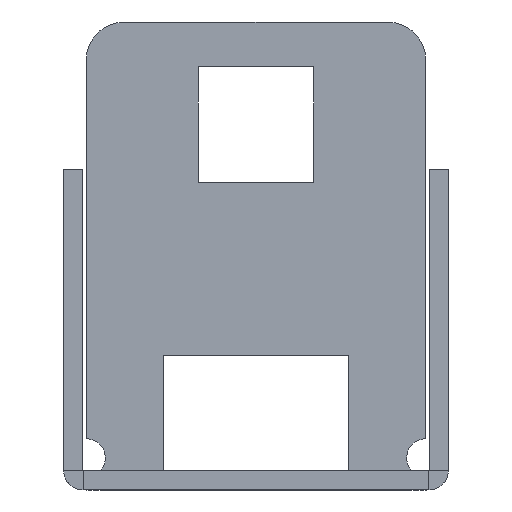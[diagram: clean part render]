
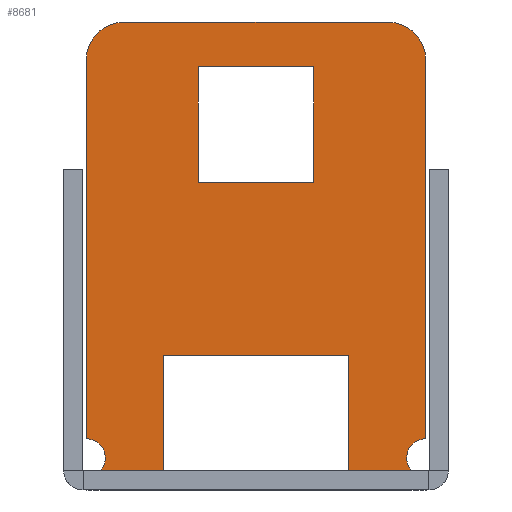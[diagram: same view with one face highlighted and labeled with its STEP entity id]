
A CAD part, left-side view. The second image highlights one B-rep face of the part: STEP entity #8681.
In plain terms, the highlighted planar face has unit normal (-1, 0, 0).
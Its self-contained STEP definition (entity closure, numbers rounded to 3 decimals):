
#201 = AXIS2_PLACEMENT_3D ( 'NONE', #10999, #11000, #11001 ) ;
#203 = AXIS2_PLACEMENT_3D ( 'NONE', #10988, #10992, #10993 ) ;
#204 = AXIS2_PLACEMENT_3D ( 'NONE', #11011, #11013, #11014 ) ;
#205 = AXIS2_PLACEMENT_3D ( 'NONE', #11008, #11019, #11020 ) ;
#221 = AXIS2_PLACEMENT_3D ( 'NONE', #11838, #11843, #11844 ) ;
#724 = LINE ( 'NONE', #10953, #801 ) ;
#745 = LINE ( 'NONE', #10965, #865 ) ;
#767 = VECTOR ( 'NONE', #10989, 1000. ) ;
#779 = LINE ( 'NONE', #11006, #958 ) ;
#788 = VECTOR ( 'NONE', #11005, 1000. ) ;
#801 = VECTOR ( 'NONE', #10954, 1000. ) ;
#819 = VECTOR ( 'NONE', #11016, 1000. ) ;
#820 = LINE ( 'NONE', #10958, #1019 ) ;
#831 = CIRCLE ( 'NONE', #201, 3. ) ;
#840 = LINE ( 'NONE', #11002, #912 ) ;
#851 = CIRCLE ( 'NONE', #205, 1.5 ) ;
#852 = VECTOR ( 'NONE', #10984, 1000. ) ;
#865 = VECTOR ( 'NONE', #10966, 1000. ) ;
#912 = VECTOR ( 'NONE', #11003, 1000. ) ;
#923 = LINE ( 'NONE', #10985, #767 ) ;
#933 = VECTOR ( 'NONE', #11018, 1000. ) ;
#934 = VECTOR ( 'NONE', #10980, 1000. ) ;
#958 = VECTOR ( 'NONE', #11007, 1000. ) ;
#967 = LINE ( 'NONE', #11017, #933 ) ;
#976 = CIRCLE ( 'NONE', #204, 1.5 ) ;
#997 = LINE ( 'NONE', #11004, #788 ) ;
#999 = LINE ( 'NONE', #10941, #1009 ) ;
#1008 = LINE ( 'NONE', #10979, #852 ) ;
#1009 = VECTOR ( 'NONE', #10942, 1000. ) ;
#1019 = VECTOR ( 'NONE', #10976, 1000. ) ;
#1037 = LINE ( 'NONE', #11015, #819 ) ;
#1038 = LINE ( 'NONE', #10977, #934 ) ;
#1069 = CIRCLE ( 'NONE', #203, 3. ) ;
#1698 = EDGE_LOOP ( 'NONE', ( #13870, #13882, #13979, #13967, #13846, #13858, #13943, #13955, #13918, #13930, #14017, #14029 ) ) ;
#1705 = EDGE_LOOP ( 'NONE', ( #14090, #13894, #14004, #13992 ) ) ;
#4943 = VERTEX_POINT ( 'NONE', #9378 ) ;
#5036 = VERTEX_POINT ( 'NONE', #9257 ) ;
#5040 = VERTEX_POINT ( 'NONE', #9252 ) ;
#5059 = VERTEX_POINT ( 'NONE', #9228 ) ;
#5072 = VERTEX_POINT ( 'NONE', #9211 ) ;
#5075 = VERTEX_POINT ( 'NONE', #9208 ) ;
#5077 = VERTEX_POINT ( 'NONE', #9206 ) ;
#5080 = VERTEX_POINT ( 'NONE', #9203 ) ;
#5081 = VERTEX_POINT ( 'NONE', #9202 ) ;
#5085 = VERTEX_POINT ( 'NONE', #9198 ) ;
#5086 = VERTEX_POINT ( 'NONE', #9197 ) ;
#5089 = VERTEX_POINT ( 'NONE', #9194 ) ;
#5090 = VERTEX_POINT ( 'NONE', #9193 ) ;
#5091 = VERTEX_POINT ( 'NONE', #9192 ) ;
#5092 = VERTEX_POINT ( 'NONE', #9191 ) ;
#5093 = VERTEX_POINT ( 'NONE', #9190 ) ;
#6288 = FACE_OUTER_BOUND ( 'NONE', #1698, .T. ) ;
#6482 = FACE_BOUND ( 'NONE', #1705, .T. ) ;
#7419 = EDGE_CURVE ( 'NONE', #4943, #5059, #999, .T. ) ;
#7430 = EDGE_CURVE ( 'NONE', #5077, #5075, #724, .T. ) ;
#7440 = EDGE_CURVE ( 'NONE', #5036, #5040, #745, .T. ) ;
#7449 = EDGE_CURVE ( 'NONE', #5086, #5090, #820, .T. ) ;
#7456 = EDGE_CURVE ( 'NONE', #5085, #5072, #1038, .T. ) ;
#7461 = EDGE_CURVE ( 'NONE', #5081, #5089, #1008, .T. ) ;
#7466 = EDGE_CURVE ( 'NONE', #5093, #5092, #923, .T. ) ;
#7473 = EDGE_CURVE ( 'NONE', #5093, #5072, #1069, .T. ) ;
#7483 = EDGE_CURVE ( 'NONE', #5086, #5092, #831, .T. ) ;
#7485 = EDGE_CURVE ( 'NONE', #5091, #5081, #840, .T. ) ;
#7486 = EDGE_CURVE ( 'NONE', #5080, #5091, #997, .T. ) ;
#7488 = EDGE_CURVE ( 'NONE', #5089, #5080, #779, .T. ) ;
#7493 = EDGE_CURVE ( 'NONE', #5059, #5085, #976, .T. ) ;
#7495 = EDGE_CURVE ( 'NONE', #5075, #4943, #1037, .T. ) ;
#7497 = EDGE_CURVE ( 'NONE', #5040, #5077, #967, .T. ) ;
#7499 = EDGE_CURVE ( 'NONE', #5090, #5036, #851, .T. ) ;
#8681 = ADVANCED_FACE ( 'NONE', ( #6482, #6288 ), #11837, .T. ) ;
#9190 = CARTESIAN_POINT ( 'NONE',  ( 371.25, 10.25, 36.5 ) ) ;
#9191 = CARTESIAN_POINT ( 'NONE',  ( 371.25, -10.25, 36.5 ) ) ;
#9192 = CARTESIAN_POINT ( 'NONE',  ( 371.25, -4.5, 33. ) ) ;
#9193 = CARTESIAN_POINT ( 'NONE',  ( 371.25, -13.25, 4.004 ) ) ;
#9194 = CARTESIAN_POINT ( 'NONE',  ( 371.25, 4.5, 24. ) ) ;
#9197 = CARTESIAN_POINT ( 'NONE',  ( 371.25, -13.25, 33.5 ) ) ;
#9198 = CARTESIAN_POINT ( 'NONE',  ( 371.25, 13.25, 4.004 ) ) ;
#9202 = CARTESIAN_POINT ( 'NONE',  ( 371.25, -4.5, 24. ) ) ;
#9203 = CARTESIAN_POINT ( 'NONE',  ( 371.25, 4.5, 33. ) ) ;
#9206 = CARTESIAN_POINT ( 'NONE',  ( 371.25, -7.25, 10.5 ) ) ;
#9208 = CARTESIAN_POINT ( 'NONE',  ( 371.25, 7.25, 10.5 ) ) ;
#9211 = CARTESIAN_POINT ( 'NONE',  ( 371.25, 13.25, 33.5 ) ) ;
#9228 = CARTESIAN_POINT ( 'NONE',  ( 371.25, 12.127, 1.51 ) ) ;
#9252 = CARTESIAN_POINT ( 'NONE',  ( 371.25, -7.25, 1.51 ) ) ;
#9257 = CARTESIAN_POINT ( 'NONE',  ( 371.25, -12.127, 1.51 ) ) ;
#9378 = CARTESIAN_POINT ( 'NONE',  ( 371.25, 7.25, 1.51 ) ) ;
#10941 = CARTESIAN_POINT ( 'NONE',  ( 371.25, -13.25, 1.51 ) ) ;
#10942 = DIRECTION ( 'NONE',  ( 0., 1., 0. ) ) ;
#10953 = CARTESIAN_POINT ( 'NONE',  ( 371.25, 7.25, 10.5 ) ) ;
#10954 = DIRECTION ( 'NONE',  ( 0., 1., 0. ) ) ;
#10958 = CARTESIAN_POINT ( 'NONE',  ( 371.25, -13.25, 1.5 ) ) ;
#10965 = CARTESIAN_POINT ( 'NONE',  ( 371.25, -13.25, 1.51 ) ) ;
#10966 = DIRECTION ( 'NONE',  ( 0., 1., 0. ) ) ;
#10976 = DIRECTION ( 'NONE',  ( 0., 0., -1. ) ) ;
#10977 = CARTESIAN_POINT ( 'NONE',  ( 371.25, 13.25, 36.5 ) ) ;
#10979 = CARTESIAN_POINT ( 'NONE',  ( 371.25, 4.5, 24. ) ) ;
#10980 = DIRECTION ( 'NONE',  ( 0., 0., 1. ) ) ;
#10984 = DIRECTION ( 'NONE',  ( 0., 1., 0. ) ) ;
#10985 = CARTESIAN_POINT ( 'NONE',  ( 371.25, -13.25, 36.5 ) ) ;
#10988 = CARTESIAN_POINT ( 'NONE',  ( 371.25, 10.25, 33.5 ) ) ;
#10989 = DIRECTION ( 'NONE',  ( 0., -1., 0. ) ) ;
#10992 = DIRECTION ( 'NONE',  ( -1., 0., 0. ) ) ;
#10993 = DIRECTION ( 'NONE',  ( 0., 0., 1. ) ) ;
#10999 = CARTESIAN_POINT ( 'NONE',  ( 371.25, -10.25, 33.5 ) ) ;
#11000 = DIRECTION ( 'NONE',  ( -1., 0., 0. ) ) ;
#11001 = DIRECTION ( 'NONE',  ( 0., 0., 1. ) ) ;
#11002 = CARTESIAN_POINT ( 'NONE',  ( 371.25, -4.5, 33. ) ) ;
#11003 = DIRECTION ( 'NONE',  ( 0., 0., -1. ) ) ;
#11004 = CARTESIAN_POINT ( 'NONE',  ( 371.25, 4.5, 33. ) ) ;
#11005 = DIRECTION ( 'NONE',  ( 0., -1., 0. ) ) ;
#11006 = CARTESIAN_POINT ( 'NONE',  ( 371.25, 4.5, 33. ) ) ;
#11007 = DIRECTION ( 'NONE',  ( 0., 0., 1. ) ) ;
#11008 = CARTESIAN_POINT ( 'NONE',  ( 371.25, -13.25, 2.504 ) ) ;
#11011 = CARTESIAN_POINT ( 'NONE',  ( 371.25, 13.25, 2.504 ) ) ;
#11013 = DIRECTION ( 'NONE',  ( -1., 0., 0. ) ) ;
#11014 = DIRECTION ( 'NONE',  ( 0., 0., 1. ) ) ;
#11015 = CARTESIAN_POINT ( 'NONE',  ( 371.25, 7.25, -15.5 ) ) ;
#11016 = DIRECTION ( 'NONE',  ( 0., 0., -1. ) ) ;
#11017 = CARTESIAN_POINT ( 'NONE',  ( 371.25, -7.25, -15.5 ) ) ;
#11018 = DIRECTION ( 'NONE',  ( 0., 0., 1. ) ) ;
#11019 = DIRECTION ( 'NONE',  ( -1., 0., 0. ) ) ;
#11020 = DIRECTION ( 'NONE',  ( 0., 0., -1. ) ) ;
#11837 = PLANE ( 'NONE',  #221 ) ;
#11838 = CARTESIAN_POINT ( 'NONE',  ( 371.25, 13.25, 1.5 ) ) ;
#11843 = DIRECTION ( 'NONE',  ( -1., 0., 0. ) ) ;
#11844 = DIRECTION ( 'NONE',  ( 0., 0., 1. ) ) ;
#13846 = ORIENTED_EDGE ( 'NONE', *, *, #7456, .F. ) ;
#13858 = ORIENTED_EDGE ( 'NONE', *, *, #7493, .F. ) ;
#13870 = ORIENTED_EDGE ( 'NONE', *, *, #7449, .F. ) ;
#13882 = ORIENTED_EDGE ( 'NONE', *, *, #7483, .T. ) ;
#13894 = ORIENTED_EDGE ( 'NONE', *, *, #7485, .T. ) ;
#13918 = ORIENTED_EDGE ( 'NONE', *, *, #7430, .F. ) ;
#13930 = ORIENTED_EDGE ( 'NONE', *, *, #7497, .F. ) ;
#13943 = ORIENTED_EDGE ( 'NONE', *, *, #7419, .F. ) ;
#13955 = ORIENTED_EDGE ( 'NONE', *, *, #7495, .F. ) ;
#13967 = ORIENTED_EDGE ( 'NONE', *, *, #7473, .T. ) ;
#13979 = ORIENTED_EDGE ( 'NONE', *, *, #7466, .F. ) ;
#13992 = ORIENTED_EDGE ( 'NONE', *, *, #7488, .T. ) ;
#14004 = ORIENTED_EDGE ( 'NONE', *, *, #7461, .T. ) ;
#14017 = ORIENTED_EDGE ( 'NONE', *, *, #7440, .F. ) ;
#14029 = ORIENTED_EDGE ( 'NONE', *, *, #7499, .F. ) ;
#14090 = ORIENTED_EDGE ( 'NONE', *, *, #7486, .T. ) ;
